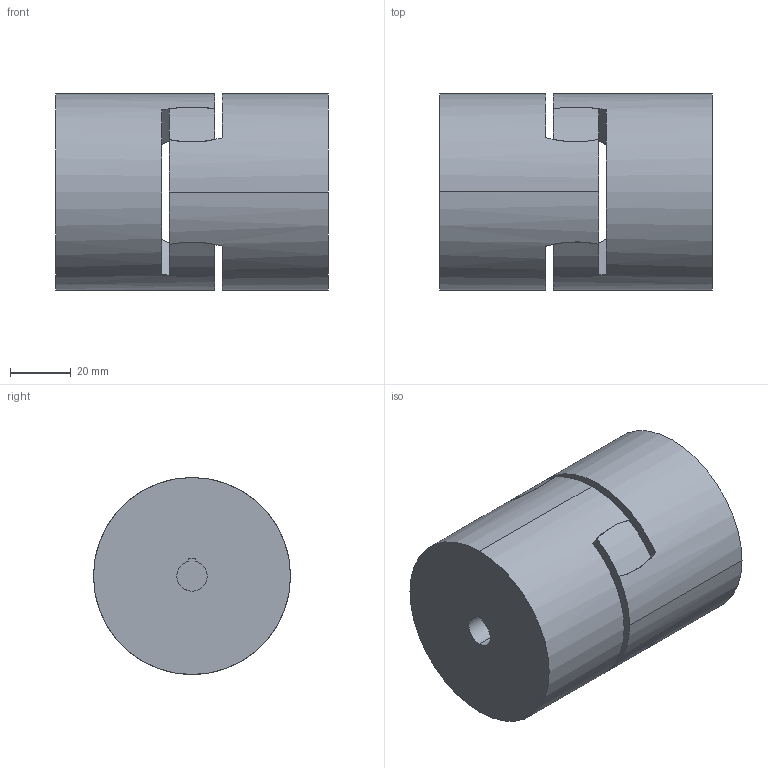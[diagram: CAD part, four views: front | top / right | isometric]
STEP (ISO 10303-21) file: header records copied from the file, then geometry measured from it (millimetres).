
FILE_DESCRIPTION(('STEP AP214'),'1');
FILE_NAME('g28_38_b_b_10_10.stp','2017-10-10T12:20:16',('TraceParts'),('TraceParts S.A.'),'Spatial InterOp 3D',' ',' ');
FILE_SCHEMA(('automotive_design'));
Length unit declared in the file: millimetre
Products named in the file (3): g28_38_b_b_10_10_1; g28_38_b_b_10_10_2; g28_38_b_b_10_10_3
Bounding box: 90 x 65 x 65 mm (x, y, z)
Volume: 279305.1 mm3; surface area: 42900.1 mm2
Topology: 3 solids, 3 shells, 59 faces, 183 edges, 116 vertices
Faces by surface type: cylinder 32, sphere 14, plane 13
Entity records: 2714 total; most frequent: CARTESIAN_POINT 1105, ORIENTED_EDGE 342, DIRECTION 323, EDGE_CURVE 171, AXIS2_PLACEMENT_3D 134, VERTEX_POINT 116, CIRCLE 72, EDGE_LOOP 65
